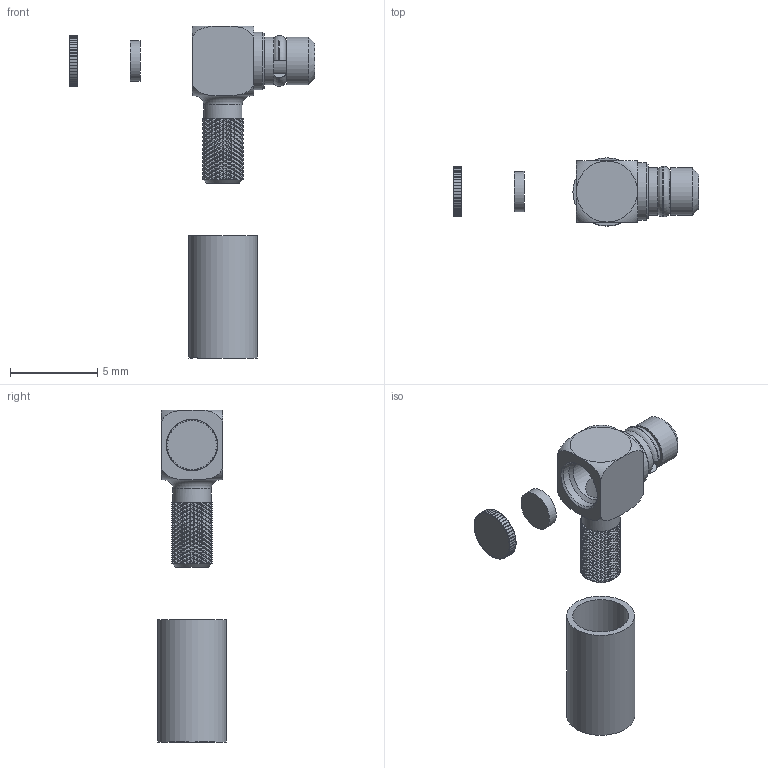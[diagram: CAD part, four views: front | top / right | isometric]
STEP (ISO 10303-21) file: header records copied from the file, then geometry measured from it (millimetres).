
FILE_DESCRIPTION( ( 'Unknown' ), '1' );
FILE_NAME( '66036011210620.stp', 'Unknown', ( 'Unknown' ), ( 'Unknown' ), 'PSStep 21.0.46', 'Unknown', ' ' );
FILE_SCHEMA( ( 'AUTOMOTIVE_DESIGN { 1 0 10303 214 1 1 1 1 }' ) );
Length unit declared in the file: millimetre
Products named in the file (8): 66036011210620_housing
Bounding box: 14.05 x 3.9 x 19 mm (x, y, z)
Volume: 182.4 mm3; surface area: 893.3 mm2
Topology: 8 solids, 8 shells, 5150 faces, 10740 edges, 5628 vertices
Faces by surface type: bspline 3600, cylinder 1168, plane 346, cone 18, torus 18
Full cylindrical faces by diameter (mm): 0.4 x2, 0.47 x2, 1.1 x2, 1.2 x2, 1.5 x2, 1.7 x2, 2 x4, 2.2 x2, 2.3 x2, 2.4 x2, 2.7 x4, 2.75 x2, 3.2 x2, 3.3 x2, 3.9 x2
Entity records: 337726 total; most frequent: CARTESIAN_POINT 229162, ORIENTED_EDGE 21308, EDGE_CURVE 10654, VERTEX_POINT 5600, DIRECTION 5476, EDGE_LOOP 5238, FACE_OUTER_BOUND 5190, STYLED_ITEM 5150
